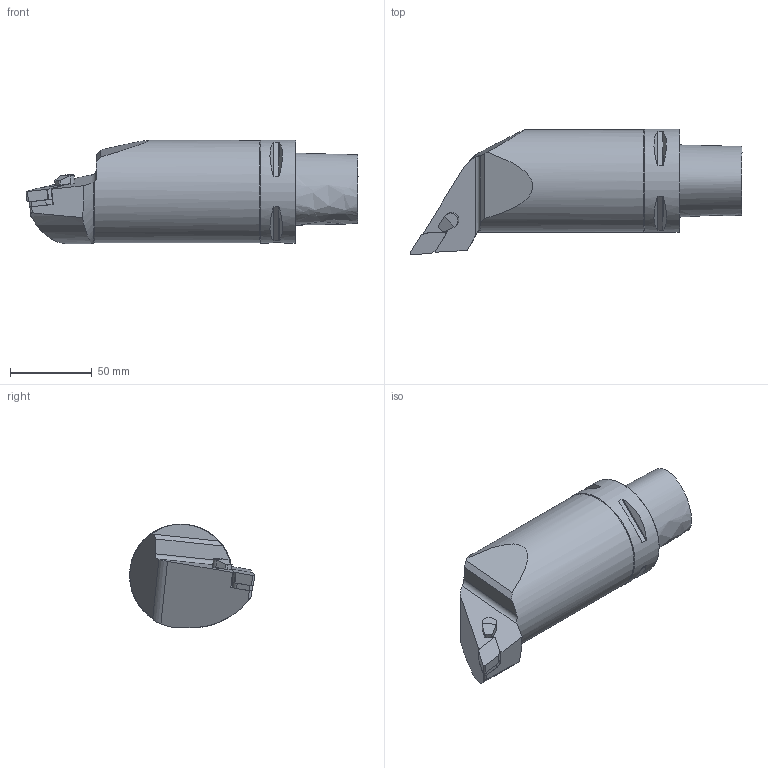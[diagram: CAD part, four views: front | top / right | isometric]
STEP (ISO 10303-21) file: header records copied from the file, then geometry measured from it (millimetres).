
FILE_DESCRIPTION(/* description */ (''),/* implementation_level */ '2;1');
FILE_NAME(/* name */ 'AC6 PDJNR 45165 15 H.stp',/* time_stamp */ '2024-11-22T16:32:39+03:00',/* author */ (''),/* organization */ (''),/* preprocessor_version */ 'ST-DEVELOPER v19.4',/* originating_system */ 'SIEMENS PLM Software NX2306.9102',/* authorisation */ '');
FILE_SCHEMA (('AUTOMOTIVE_DESIGN { 1 0 10303 214 3 1 1 1 }'));
Length unit declared in the file: millimetre
Products named in the file (1): AC6 PDJNR 45165 15 H-Light Step-Dxf_objects
Bounding box: 203 x 76.5 x 63.5 mm (x, y, z)
Volume: 459186.7 mm3; surface area: 40221.2 mm2
Topology: 2 solids, 3 shells, 104 faces, 261 edges, 171 vertices
Faces by surface type: plane 55, cylinder 35, cone 10, torus 2, bspline 2
Full cylindrical faces by diameter (mm): 4 x1, 9 x1, 10 x1, 62.5 x1, 63 x1
Entity records: 3869 total; most frequent: CARTESIAN_POINT 1429, ORIENTED_EDGE 486, DIRECTION 484, EDGE_CURVE 243, AXIS2_PLACEMENT_3D 179, VERTEX_POINT 166, LINE 126, VECTOR 126
